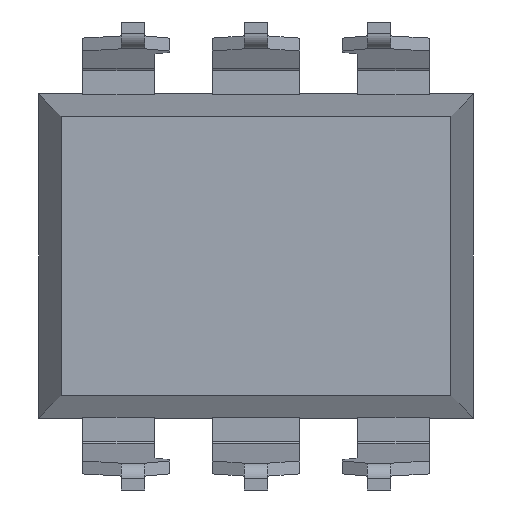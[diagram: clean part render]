
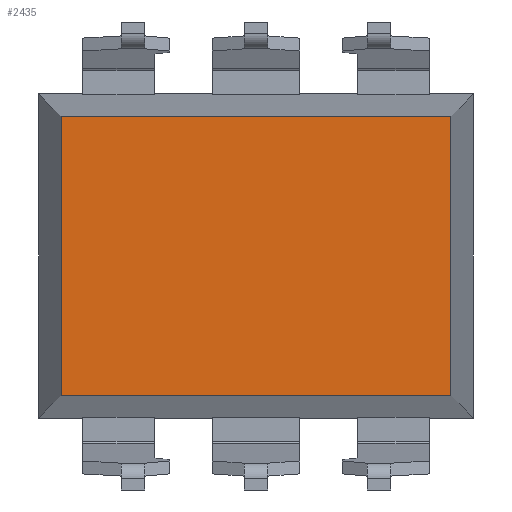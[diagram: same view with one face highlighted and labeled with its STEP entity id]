
A CAD part, front view. The second image highlights one B-rep face of the part: STEP entity #2435.
In plain terms, the highlighted planar face has unit normal (0, -1, 0).
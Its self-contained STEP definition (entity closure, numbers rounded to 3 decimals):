
#230=FACE_OUTER_BOUND('',#364,.T.);
#364=EDGE_LOOP('',(#2173,#2174,#2175,#2176));
#645=LINE('',#3969,#936);
#649=LINE('',#3976,#940);
#652=LINE('',#3982,#943);
#654=LINE('',#3985,#945);
#936=VECTOR('',#3269,1000.);
#940=VECTOR('',#3275,1000.);
#943=VECTOR('',#3280,1000.);
#945=VECTOR('',#3284,1000.);
#1166=VERTEX_POINT('',#3966);
#1167=VERTEX_POINT('',#3968);
#1169=VERTEX_POINT('',#3974);
#1171=VERTEX_POINT('',#3980);
#1499=EDGE_CURVE('',#1166,#1167,#645,.T.);
#1503=EDGE_CURVE('',#1169,#1166,#649,.T.);
#1506=EDGE_CURVE('',#1171,#1169,#652,.T.);
#1508=EDGE_CURVE('',#1167,#1171,#654,.T.);
#2173=ORIENTED_EDGE('',*,*,#1499,.F.);
#2174=ORIENTED_EDGE('',*,*,#1503,.F.);
#2175=ORIENTED_EDGE('',*,*,#1506,.F.);
#2176=ORIENTED_EDGE('',*,*,#1508,.F.);
#2301=PLANE('',#2639);
#2435=ADVANCED_FACE('',(#230),#2301,.F.);
#2639=AXIS2_PLACEMENT_3D('',#3986,#3285,#3286);
#3269=DIRECTION('',(0.,0.,1.));
#3275=DIRECTION('',(-1.,0.,0.));
#3280=DIRECTION('',(0.,0.,-1.));
#3284=DIRECTION('',(1.,0.,0.));
#3285=DIRECTION('center_axis',(0.,1.,0.));
#3286=DIRECTION('ref_axis',(0.,0.,1.));
#3966=CARTESIAN_POINT('',(-3.816,-2.49,-2.736));
#3968=CARTESIAN_POINT('',(-3.816,-2.49,2.736));
#3969=CARTESIAN_POINT('',(-3.816,-2.49,0.));
#3974=CARTESIAN_POINT('',(3.816,-2.49,-2.736));
#3976=CARTESIAN_POINT('',(0.,-2.49,-2.736));
#3980=CARTESIAN_POINT('',(3.816,-2.49,2.736));
#3982=CARTESIAN_POINT('',(3.816,-2.49,0.));
#3985=CARTESIAN_POINT('',(0.,-2.49,2.736));
#3986=CARTESIAN_POINT('Origin',(0.,-2.49,0.));
